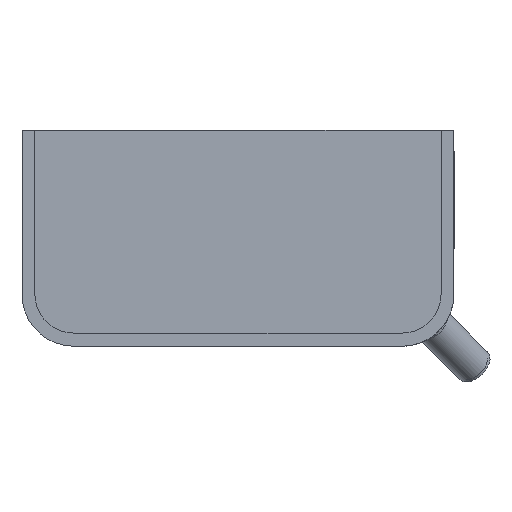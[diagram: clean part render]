
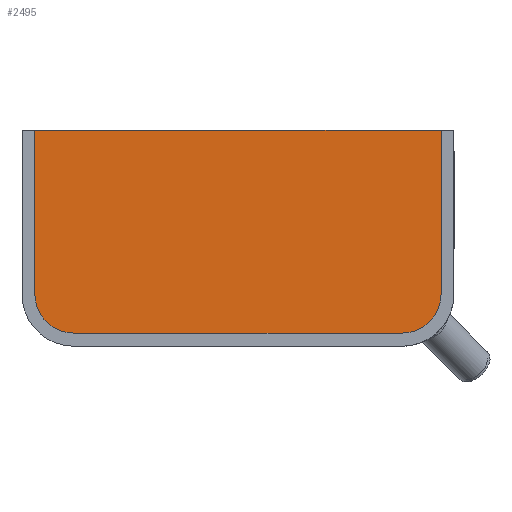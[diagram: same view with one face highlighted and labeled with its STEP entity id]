
A CAD part, left-side view. The second image highlights one B-rep face of the part: STEP entity #2495.
In plain terms, the highlighted planar face has unit normal (-1, 0, 0).
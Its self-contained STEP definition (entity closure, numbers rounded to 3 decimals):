
#176=LINE($,#4320,#380);
#182=LINE($,#4335,#386);
#186=LINE($,#4347,#390);
#187=LINE($,#4349,#391);
#380=VECTOR($,#3054,38.);
#386=VECTOR($,#3068,76.);
#390=VECTOR($,#3080,38.);
#391=VECTOR($,#3083,94.);
#638=FACE_OUTER_BOUND($,#793,.T.);
#793=EDGE_LOOP($,(#1792,#1793,#1794,#1795,#1796,#1797));
#977=CIRCLE($,#2679,9.);
#979=CIRCLE($,#2683,9.);
#1127=VERTEX_POINT($,#4317);
#1128=VERTEX_POINT($,#4319);
#1130=VERTEX_POINT($,#4325);
#1133=VERTEX_POINT($,#4332);
#1134=VERTEX_POINT($,#4337);
#1136=VERTEX_POINT($,#4343);
#1387=EDGE_CURVE($,#1127,#1128,#176,.T.);
#1390=EDGE_CURVE($,#1128,#1130,#977,.T.);
#1395=EDGE_CURVE($,#1130,#1133,#182,.T.);
#1396=EDGE_CURVE($,#1133,#1134,#979,.T.);
#1401=EDGE_CURVE($,#1134,#1136,#186,.T.);
#1402=EDGE_CURVE($,#1127,#1136,#187,.T.);
#1792=ORIENTED_EDGE($,*,*,#1402,.T.);
#1793=ORIENTED_EDGE($,*,*,#1401,.F.);
#1794=ORIENTED_EDGE($,*,*,#1396,.F.);
#1795=ORIENTED_EDGE($,*,*,#1395,.F.);
#1796=ORIENTED_EDGE($,*,*,#1390,.F.);
#1797=ORIENTED_EDGE($,*,*,#1387,.F.);
#2220=PLANE($,#2686);
#2495=ADVANCED_FACE($,(#638),#2220,.T.);
#2679=AXIS2_PLACEMENT_3D($,#4326,#3059,#3060);
#2683=AXIS2_PLACEMENT_3D($,#4338,#3071,#3072);
#2686=AXIS2_PLACEMENT_3D($,#4348,#3081,#3082);
#3054=DIRECTION($,(0.,0.,-1.));
#3059=DIRECTION('center_axis',(1.,0.,0.));
#3060=DIRECTION('ref_axis',(0.,-0.707,-0.707));
#3068=DIRECTION($,(0.,1.,0.));
#3071=DIRECTION('center_axis',(1.,0.,0.));
#3072=DIRECTION('ref_axis',(0.,0.707,-0.707));
#3080=DIRECTION($,(0.,0.,1.));
#3081=DIRECTION('center_axis',(-1.,0.,0.));
#3082=DIRECTION('ref_axis',(0.,1.,0.));
#3083=DIRECTION($,(0.,1.,0.));
#4317=CARTESIAN_POINT('',(-200.,-47.,50.033));
#4319=CARTESIAN_POINT('',(-200.,-47.,12.033));
#4320=CARTESIAN_POINT($,(-200.,-47.,3.033));
#4325=CARTESIAN_POINT('',(-200.,-38.,3.033));
#4326=CARTESIAN_POINT('Origin',(-200.,-38.,12.033));
#4332=CARTESIAN_POINT('',(-200.,38.,3.033));
#4335=CARTESIAN_POINT($,(-200.,47.,3.033));
#4337=CARTESIAN_POINT('',(-200.,47.,12.033));
#4338=CARTESIAN_POINT('Origin',(-200.,38.,12.033));
#4343=CARTESIAN_POINT('',(-200.,47.,50.033));
#4347=CARTESIAN_POINT($,(-200.,47.,51.033));
#4348=CARTESIAN_POINT('Origin',(-200.,0.,27.033));
#4349=CARTESIAN_POINT($,(-200.,0.,50.033));
